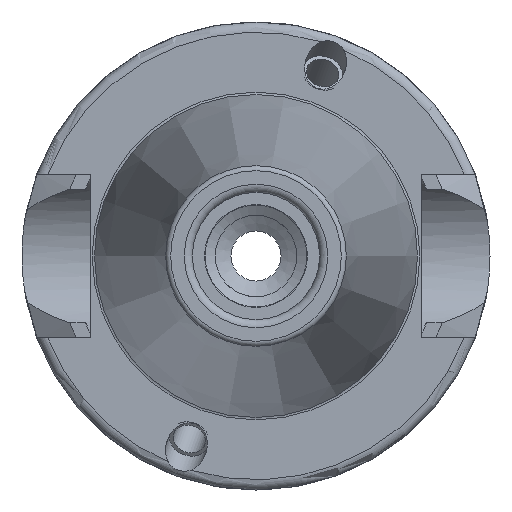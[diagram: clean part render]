
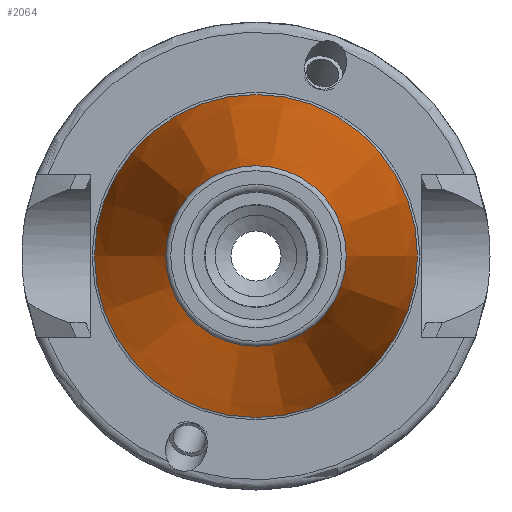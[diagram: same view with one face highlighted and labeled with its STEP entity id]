
A CAD part, left-side view. The second image highlights one B-rep face of the part: STEP entity #2064.
In plain terms, the highlighted conical face has half-angle 8.297 degrees and reference radius 12.377 mm.
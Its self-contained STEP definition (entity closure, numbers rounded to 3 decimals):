
#55=CONICAL_SURFACE('',#2392,12.377,0.145);
#164=LINE('',#4059,#242);
#242=VECTOR('',#3093,12.377);
#405=FACE_OUTER_BOUND('',#514,.T.);
#514=EDGE_LOOP('',(#1903,#1904,#1905,#1906,#1907,#1908,#1909));
#707=CIRCLE('',#2388,8.879);
#708=CIRCLE('',#2389,8.879);
#709=CIRCLE('',#2390,8.879);
#711=CIRCLE('',#2393,15.875);
#712=CIRCLE('',#2394,15.875);
#946=VERTEX_POINT('',#4047);
#947=VERTEX_POINT('',#4048);
#948=VERTEX_POINT('',#4050);
#949=VERTEX_POINT('',#4055);
#950=VERTEX_POINT('',#4056);
#1271=EDGE_CURVE('',#946,#947,#707,.T.);
#1272=EDGE_CURVE('',#948,#946,#708,.T.);
#1273=EDGE_CURVE('',#947,#948,#709,.T.);
#1275=EDGE_CURVE('',#949,#950,#711,.T.);
#1276=EDGE_CURVE('',#950,#949,#712,.T.);
#1277=EDGE_CURVE('',#950,#948,#164,.T.);
#1903=ORIENTED_EDGE('',*,*,#1275,.F.);
#1904=ORIENTED_EDGE('',*,*,#1276,.F.);
#1905=ORIENTED_EDGE('',*,*,#1277,.T.);
#1906=ORIENTED_EDGE('',*,*,#1272,.T.);
#1907=ORIENTED_EDGE('',*,*,#1271,.T.);
#1908=ORIENTED_EDGE('',*,*,#1273,.T.);
#1909=ORIENTED_EDGE('',*,*,#1277,.F.);
#2064=ADVANCED_FACE('',(#405),#55,.T.);
#2388=AXIS2_PLACEMENT_3D('',#4049,#3079,#3080);
#2389=AXIS2_PLACEMENT_3D('',#4051,#3081,#3082);
#2390=AXIS2_PLACEMENT_3D('',#4052,#3083,#3084);
#2392=AXIS2_PLACEMENT_3D('',#4054,#3087,#3088);
#2393=AXIS2_PLACEMENT_3D('',#4057,#3089,#3090);
#2394=AXIS2_PLACEMENT_3D('',#4058,#3091,#3092);
#3079=DIRECTION('center_axis',(1.,0.,0.));
#3080=DIRECTION('ref_axis',(0.,0.,-1.));
#3081=DIRECTION('center_axis',(1.,0.,0.));
#3082=DIRECTION('ref_axis',(0.,0.,-1.));
#3083=DIRECTION('center_axis',(1.,0.,0.));
#3084=DIRECTION('ref_axis',(0.,0.,-1.));
#3087=DIRECTION('center_axis',(1.,0.,0.));
#3088=DIRECTION('ref_axis',(0.,1.,0.));
#3089=DIRECTION('center_axis',(1.,0.,0.));
#3090=DIRECTION('ref_axis',(0.,0.,-1.));
#3091=DIRECTION('center_axis',(1.,0.,0.));
#3092=DIRECTION('ref_axis',(0.,0.,-1.));
#3093=DIRECTION('',(-0.99,0.144,0.));
#4047=CARTESIAN_POINT('',(-47.972,8.879,0.));
#4048=CARTESIAN_POINT('',(-47.972,0.,8.879));
#4049=CARTESIAN_POINT('Origin',(-47.972,0.,
0.));
#4050=CARTESIAN_POINT('',(-47.972,-8.879,0.));
#4051=CARTESIAN_POINT('Origin',(-47.972,0.,
0.));
#4052=CARTESIAN_POINT('Origin',(-47.972,0.,
0.));
#4054=CARTESIAN_POINT('Origin',(-23.986,0.,
0.));
#4055=CARTESIAN_POINT('',(0.,15.875,0.));
#4056=CARTESIAN_POINT('',(0.,-15.875,0.));
#4057=CARTESIAN_POINT('Origin',(0.,0.,
0.));
#4058=CARTESIAN_POINT('Origin',(0.,0.,
0.));
#4059=CARTESIAN_POINT('',(-23.986,-12.377,0.));
